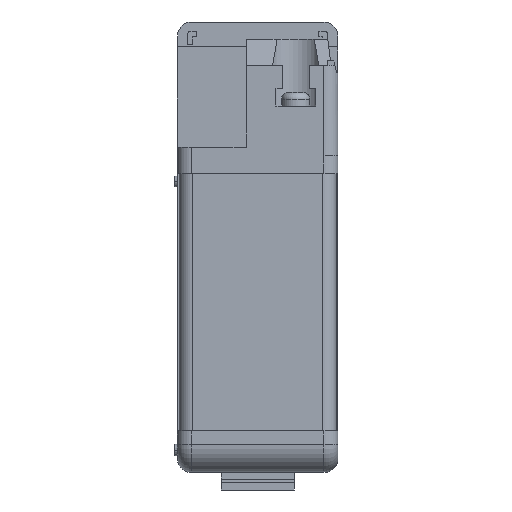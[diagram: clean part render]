
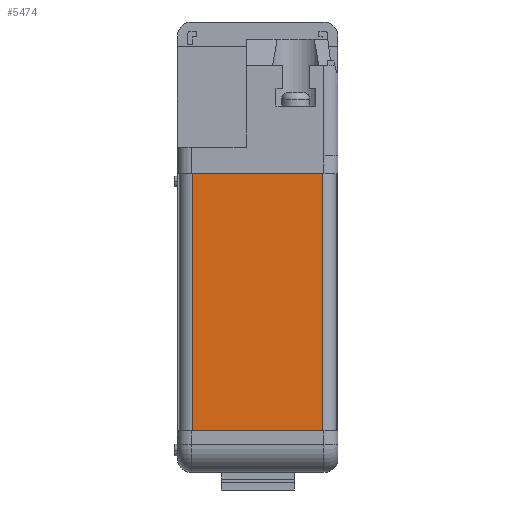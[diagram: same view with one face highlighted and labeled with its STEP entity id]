
A CAD part, front view. The second image highlights one B-rep face of the part: STEP entity #5474.
In plain terms, the highlighted planar face has unit normal (0, -1, 0).
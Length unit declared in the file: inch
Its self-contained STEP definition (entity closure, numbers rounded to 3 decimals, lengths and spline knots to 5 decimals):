
#134 = CARTESIAN_POINT ( 'NONE',  ( 0.5775, -2.9375, -1.63 ) ) ;
#222 = EDGE_CURVE ( 'NONE', #17450, #10171, #8735, .T. ) ;
#278 = CARTESIAN_POINT ( 'NONE',  ( 0.5775, -2.9375, 0.655 ) ) ;
#487 = CARTESIAN_POINT ( 'NONE',  ( -0.5775, -2.9375, 0.655 ) ) ;
#2142 = EDGE_CURVE ( 'NONE', #3713, #14541, #7866, .T. ) ;
#2232 = DIRECTION ( 'NONE',  ( 0., 0., -1. ) ) ;
#2849 = CARTESIAN_POINT ( 'NONE',  ( 0.5775, -2.9375, 0.655 ) ) ;
#3713 = VERTEX_POINT ( 'NONE', #15492 ) ;
#4981 = DIRECTION ( 'NONE',  ( 0., 0., -1. ) ) ;
#5474 = ADVANCED_FACE ( 'NONE', ( #16580 ), #21486, .T. ) ;
#7866 = LINE ( 'NONE', #2849, #22774 ) ;
#7982 = ORIENTED_EDGE ( 'NONE', *, *, #2142, .F. ) ;
#8735 = LINE ( 'NONE', #16662, #19091 ) ;
#8863 = EDGE_CURVE ( 'NONE', #3713, #17450, #19465, .T. ) ;
#9602 = DIRECTION ( 'NONE',  ( -1., 0., 0. ) ) ;
#10171 = VERTEX_POINT ( 'NONE', #20166 ) ;
#12020 = ORIENTED_EDGE ( 'NONE', *, *, #222, .T. ) ;
#12062 = VECTOR ( 'NONE', #9602, 39.37008 ) ;
#13945 = DIRECTION ( 'NONE',  ( 0., -1., 0. ) ) ;
#14455 = EDGE_CURVE ( 'NONE', #14541, #10171, #22421, .T. ) ;
#14541 = VERTEX_POINT ( 'NONE', #134 ) ;
#14797 = AXIS2_PLACEMENT_3D ( 'NONE', #278, #13945, #2232 ) ;
#15485 = CARTESIAN_POINT ( 'NONE',  ( 0.5775, -2.9375, -1.63 ) ) ;
#15492 = CARTESIAN_POINT ( 'NONE',  ( 0.5775, -2.9375, 0.655 ) ) ;
#16580 = FACE_OUTER_BOUND ( 'NONE', #25202, .T. ) ;
#16662 = CARTESIAN_POINT ( 'NONE',  ( -0.5775, -2.9375, 0.655 ) ) ;
#17450 = VERTEX_POINT ( 'NONE', #487 ) ;
#18540 = DIRECTION ( 'NONE',  ( 0., 0., -1. ) ) ;
#19091 = VECTOR ( 'NONE', #4981, 39.37008 ) ;
#19465 = LINE ( 'NONE', #24584, #24627 ) ;
#20166 = CARTESIAN_POINT ( 'NONE',  ( -0.5775, -2.9375, -1.63 ) ) ;
#20686 = DIRECTION ( 'NONE',  ( -1., 0., 0. ) ) ;
#21486 = PLANE ( 'NONE',  #14797 ) ;
#21536 = ORIENTED_EDGE ( 'NONE', *, *, #14455, .F. ) ;
#22421 = LINE ( 'NONE', #15485, #12062 ) ;
#22580 = ORIENTED_EDGE ( 'NONE', *, *, #8863, .T. ) ;
#22774 = VECTOR ( 'NONE', #18540, 39.37008 ) ;
#24584 = CARTESIAN_POINT ( 'NONE',  ( 0.5775, -2.9375, 0.655 ) ) ;
#24627 = VECTOR ( 'NONE', #20686, 39.37008 ) ;
#25202 = EDGE_LOOP ( 'NONE', ( #21536, #7982, #22580, #12020 ) ) ;
